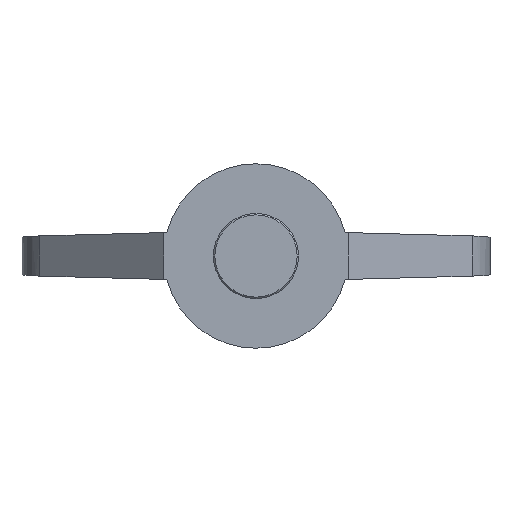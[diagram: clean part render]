
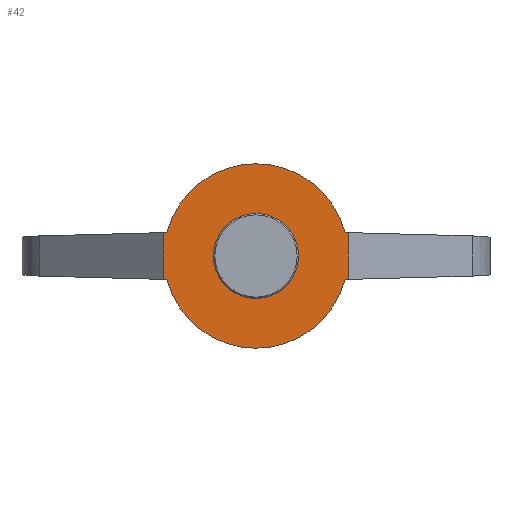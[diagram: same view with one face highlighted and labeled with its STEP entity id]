
A CAD part, front view. The second image highlights one B-rep face of the part: STEP entity #42.
In plain terms, the highlighted planar face has unit normal (0, -1, 0).
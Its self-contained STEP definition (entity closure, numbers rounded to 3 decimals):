
#3 = CARTESIAN_POINT ( 'NONE',  ( 0., 0., 0. ) ) ;
#11 = CARTESIAN_POINT ( 'NONE',  ( 0., 0., 3. ) ) ;
#20 = VECTOR ( 'NONE', #43, 1000. ) ;
#28 = VERTEX_POINT ( 'NONE', #46 ) ;
#31 = CIRCLE ( 'NONE', #524, 6.5 ) ;
#42 = ADVANCED_FACE ( 'NONE', ( #391, #465 ), #669, .T. ) ;
#43 = DIRECTION ( 'NONE',  ( 1., 0., 0. ) ) ;
#46 = CARTESIAN_POINT ( 'NONE',  ( 6.5, 0., -1.65 ) ) ;
#56 = DIRECTION ( 'NONE',  ( 0., 0., 1. ) ) ;
#61 = CARTESIAN_POINT ( 'NONE',  ( 6.5, 0., -1.65 ) ) ;
#80 = VERTEX_POINT ( 'NONE', #339 ) ;
#101 = VECTOR ( 'NONE', #427, 1000. ) ;
#109 = LINE ( 'NONE', #61, #205 ) ;
#117 = AXIS2_PLACEMENT_3D ( 'NONE', #594, #869, #797 ) ;
#125 = LINE ( 'NONE', #833, #293 ) ;
#140 = ORIENTED_EDGE ( 'NONE', *, *, #742, .T. ) ;
#151 = LINE ( 'NONE', #213, #355 ) ;
#161 = ORIENTED_EDGE ( 'NONE', *, *, #251, .F. ) ;
#173 = DIRECTION ( 'NONE',  ( 0., 0., -1. ) ) ;
#188 = AXIS2_PLACEMENT_3D ( 'NONE', #193, #201, #549 ) ;
#192 = DIRECTION ( 'NONE',  ( 0., 1., 0. ) ) ;
#193 = CARTESIAN_POINT ( 'NONE',  ( 0., 0., 0. ) ) ;
#201 = DIRECTION ( 'NONE',  ( 0., -1., 0. ) ) ;
#205 = VECTOR ( 'NONE', #736, 1000. ) ;
#213 = CARTESIAN_POINT ( 'NONE',  ( -6.5, 0., -1.65 ) ) ;
#214 = LINE ( 'NONE', #773, #101 ) ;
#249 = CARTESIAN_POINT ( 'NONE',  ( -6.5, 0., 1.65 ) ) ;
#251 = EDGE_CURVE ( 'NONE', #852, #361, #151, .T. ) ;
#280 = VERTEX_POINT ( 'NONE', #11 ) ;
#283 = DIRECTION ( 'NONE',  ( 0., 0., -1. ) ) ;
#285 = EDGE_LOOP ( 'NONE', ( #348, #555 ) ) ;
#293 = VECTOR ( 'NONE', #416, 1000. ) ;
#295 = DIRECTION ( 'NONE',  ( 0., -1., 0. ) ) ;
#297 = EDGE_LOOP ( 'NONE', ( #371, #563, #583, #556, #161, #447, #578, #140, #506 ) ) ;
#339 = CARTESIAN_POINT ( 'NONE',  ( -6.287, 0., 1.65 ) ) ;
#346 = LINE ( 'NONE', #626, #408 ) ;
#348 = ORIENTED_EDGE ( 'NONE', *, *, #483, .T. ) ;
#352 = CIRCLE ( 'NONE', #603, 3. ) ;
#355 = VECTOR ( 'NONE', #860, 1000. ) ;
#361 = VERTEX_POINT ( 'NONE', #376 ) ;
#371 = ORIENTED_EDGE ( 'NONE', *, *, #691, .T. ) ;
#375 = VERTEX_POINT ( 'NONE', #523 ) ;
#376 = CARTESIAN_POINT ( 'NONE',  ( -6.5, 0., 1.65 ) ) ;
#379 = CARTESIAN_POINT ( 'NONE',  ( 0., 0., 0. ) ) ;
#381 = DIRECTION ( 'NONE',  ( 0., 0., 1. ) ) ;
#391 = FACE_BOUND ( 'NONE', #285, .T. ) ;
#399 = CARTESIAN_POINT ( 'NONE',  ( 0., 0., 0. ) ) ;
#407 = EDGE_CURVE ( 'NONE', #857, #586, #799, .T. ) ;
#408 = VECTOR ( 'NONE', #473, 1000. ) ;
#416 = DIRECTION ( 'NONE',  ( 1., 0., 0. ) ) ;
#427 = DIRECTION ( 'NONE',  ( 1., 0., 0. ) ) ;
#432 = EDGE_CURVE ( 'NONE', #375, #625, #545, .T. ) ;
#447 = ORIENTED_EDGE ( 'NONE', *, *, #568, .T. ) ;
#451 = VERTEX_POINT ( 'NONE', #795 ) ;
#465 = FACE_OUTER_BOUND ( 'NONE', #297, .T. ) ;
#473 = DIRECTION ( 'NONE',  ( 1., 0., 0. ) ) ;
#481 = CARTESIAN_POINT ( 'NONE',  ( 0., 0., -6.5 ) ) ;
#483 = EDGE_CURVE ( 'NONE', #280, #566, #735, .T. ) ;
#506 = ORIENTED_EDGE ( 'NONE', *, *, #612, .T. ) ;
#523 = CARTESIAN_POINT ( 'NONE',  ( -6.287, 0., -1.65 ) ) ;
#524 = AXIS2_PLACEMENT_3D ( 'NONE', #3, #295, #283 ) ;
#527 = CARTESIAN_POINT ( 'NONE',  ( 0., 0., 0. ) ) ;
#545 = CIRCLE ( 'NONE', #801, 6.5 ) ;
#549 = DIRECTION ( 'NONE',  ( 0., 0., -1. ) ) ;
#555 = ORIENTED_EDGE ( 'NONE', *, *, #642, .T. ) ;
#556 = ORIENTED_EDGE ( 'NONE', *, *, #802, .F. ) ;
#559 = CIRCLE ( 'NONE', #188, 6.5 ) ;
#563 = ORIENTED_EDGE ( 'NONE', *, *, #407, .F. ) ;
#566 = VERTEX_POINT ( 'NONE', #900 ) ;
#568 = EDGE_CURVE ( 'NONE', #852, #375, #125, .T. ) ;
#578 = ORIENTED_EDGE ( 'NONE', *, *, #432, .T. ) ;
#583 = ORIENTED_EDGE ( 'NONE', *, *, #595, .T. ) ;
#586 = VERTEX_POINT ( 'NONE', #681 ) ;
#594 = CARTESIAN_POINT ( 'NONE',  ( -6.5, 0., -1.65 ) ) ;
#595 = EDGE_CURVE ( 'NONE', #857, #80, #559, .T. ) ;
#601 = CARTESIAN_POINT ( 'NONE',  ( 6.287, 0., 1.65 ) ) ;
#603 = AXIS2_PLACEMENT_3D ( 'NONE', #527, #894, #381 ) ;
#612 = EDGE_CURVE ( 'NONE', #451, #28, #346, .T. ) ;
#625 = VERTEX_POINT ( 'NONE', #481 ) ;
#626 = CARTESIAN_POINT ( 'NONE',  ( -6.5, 0., -1.65 ) ) ;
#642 = EDGE_CURVE ( 'NONE', #566, #280, #352, .T. ) ;
#653 = DIRECTION ( 'NONE',  ( 0., -1., 0. ) ) ;
#666 = CARTESIAN_POINT ( 'NONE',  ( -6.5, 0., -1.65 ) ) ;
#669 = PLANE ( 'NONE',  #117 ) ;
#681 = CARTESIAN_POINT ( 'NONE',  ( 6.5, 0., 1.65 ) ) ;
#691 = EDGE_CURVE ( 'NONE', #28, #586, #109, .T. ) ;
#735 = CIRCLE ( 'NONE', #846, 3. ) ;
#736 = DIRECTION ( 'NONE',  ( 0., 0., 1. ) ) ;
#742 = EDGE_CURVE ( 'NONE', #625, #451, #31, .T. ) ;
#773 = CARTESIAN_POINT ( 'NONE',  ( -6.5, 0., 1.65 ) ) ;
#795 = CARTESIAN_POINT ( 'NONE',  ( 6.287, 0., -1.65 ) ) ;
#797 = DIRECTION ( 'NONE',  ( 0., 0., -1. ) ) ;
#799 = LINE ( 'NONE', #249, #20 ) ;
#801 = AXIS2_PLACEMENT_3D ( 'NONE', #379, #653, #173 ) ;
#802 = EDGE_CURVE ( 'NONE', #361, #80, #214, .T. ) ;
#833 = CARTESIAN_POINT ( 'NONE',  ( -6.5, 0., -1.65 ) ) ;
#846 = AXIS2_PLACEMENT_3D ( 'NONE', #399, #192, #56 ) ;
#852 = VERTEX_POINT ( 'NONE', #666 ) ;
#857 = VERTEX_POINT ( 'NONE', #601 ) ;
#860 = DIRECTION ( 'NONE',  ( 0., 0., 1. ) ) ;
#869 = DIRECTION ( 'NONE',  ( 0., -1., 0. ) ) ;
#894 = DIRECTION ( 'NONE',  ( 0., 1., 0. ) ) ;
#900 = CARTESIAN_POINT ( 'NONE',  ( 0., 0., -3. ) ) ;
